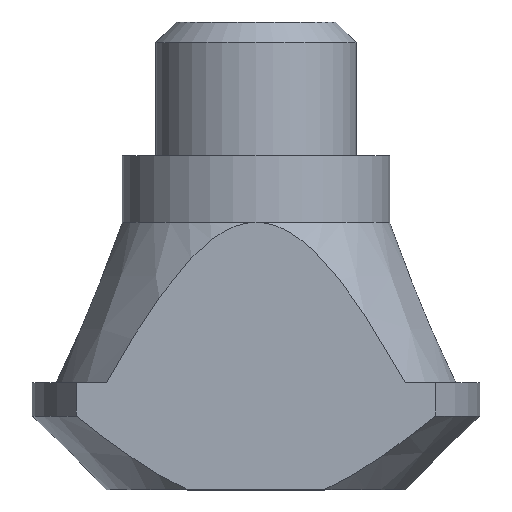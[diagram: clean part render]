
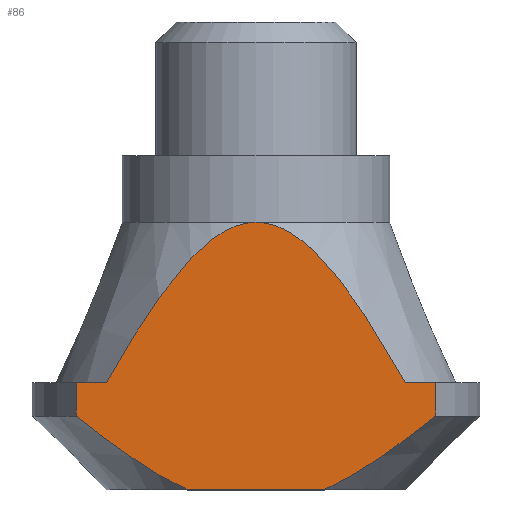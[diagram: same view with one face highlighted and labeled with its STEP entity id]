
A CAD part, top view. The second image highlights one B-rep face of the part: STEP entity #86.
In plain terms, the highlighted planar face has unit normal (0, 0, 1).
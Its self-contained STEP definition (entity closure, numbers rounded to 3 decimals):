
#86 = ADVANCED_FACE( '', ( #181 ), #182, .F. );
#181 = FACE_OUTER_BOUND( '', #282, .T. );
#182 = PLANE( '', #283 );
#282 = EDGE_LOOP( '', ( #457, #458, #459, #460, #461, #462, #463, #464, #465 ) );
#283 = AXIS2_PLACEMENT_3D( '', #466, #467, #468 );
#457 = ORIENTED_EDGE( '', *, *, #602, .T. );
#458 = ORIENTED_EDGE( '', *, *, #603, .T. );
#459 = ORIENTED_EDGE( '', *, *, #545, .T. );
#460 = ORIENTED_EDGE( '', *, *, #591, .T. );
#461 = ORIENTED_EDGE( '', *, *, #565, .T. );
#462 = ORIENTED_EDGE( '', *, *, #604, .T. );
#463 = ORIENTED_EDGE( '', *, *, #605, .T. );
#464 = ORIENTED_EDGE( '', *, *, #606, .T. );
#465 = ORIENTED_EDGE( '', *, *, #607, .T. );
#466 = CARTESIAN_POINT( '', ( -7., 10., 4. ) );
#467 = DIRECTION( '', ( 0., 0., -1. ) );
#468 = DIRECTION( '', ( -1., 0., 0. ) );
#545 = EDGE_CURVE( '', #631, #629, #632, .T. );
#565 = EDGE_CURVE( '', #666, #664, #667, .F. );
#591 = EDGE_CURVE( '', #629, #666, #705, .F. );
#602 = EDGE_CURVE( '', #717, #718, #719, .T. );
#603 = EDGE_CURVE( '', #718, #631, #720, .F. );
#604 = EDGE_CURVE( '', #664, #721, #722, .T. );
#605 = EDGE_CURVE( '', #721, #723, #724, .T. );
#606 = EDGE_CURVE( '', #723, #725, #726, .T. );
#607 = EDGE_CURVE( '', #725, #717, #727, .T. );
#629 = VERTEX_POINT( '', #752 );
#631 = VERTEX_POINT( '', #754 );
#632 = LINE( '', #755, #756 );
#664 = VERTEX_POINT( '', #809 );
#666 = VERTEX_POINT( '', #811 );
#667 = B_SPLINE_CURVE_WITH_KNOTS( '', 3, ( #812, #813, #814, #815, #816, #817, #818, #819, #820, #821, #822, #823, #824, #825, #826, #827 ), .UNSPECIFIED., .F., .F., ( 4, 2, 2, 2, 2, 2, 2, 4 ), ( 0.007, 0.009, 0.01, 0.011, 0.012, 0.013, 0.013, 0.014 ), .UNSPECIFIED. );
#705 = B_SPLINE_CURVE_WITH_KNOTS( '', 3, ( #905, #906, #907, #908, #909, #910, #911, #912, #913, #914, #915, #916, #917, #918, #919, #920 ), .UNSPECIFIED., .F., .F., ( 4, 2, 2, 2, 2, 2, 2, 4 ), ( 0.014, 0.014, 0.015, 0.016, 0.016, 0.017, 0.019, 0.021 ), .UNSPECIFIED. );
#717 = VERTEX_POINT( '', #935 );
#718 = VERTEX_POINT( '', #936 );
#719 = B_SPLINE_CURVE_WITH_KNOTS( '', 3, ( #937, #938, #939, #940, #941, #942, #943, #944 ), .UNSPECIFIED., .F., .F., ( 4, 2, 2, 4 ), ( 0.02, 0.021, 0.022, 0.024 ), .UNSPECIFIED. );
#720 = LINE( '', #945, #946 );
#721 = VERTEX_POINT( '', #947 );
#722 = LINE( '', #948, #949 );
#723 = VERTEX_POINT( '', #950 );
#724 = LINE( '', #951, #952 );
#725 = VERTEX_POINT( '', #953 );
#726 = B_SPLINE_CURVE_WITH_KNOTS( '', 3, ( #954, #955, #956, #957, #958, #959 ), .UNSPECIFIED., .F., .F., ( 4, 2, 4 ), ( 0.012, 0.014, 0.016 ), .UNSPECIFIED. );
#727 = LINE( '', #960, #961 );
#752 = CARTESIAN_POINT( '', ( 4.472, 3.2, 4. ) );
#754 = CARTESIAN_POINT( '', ( 5.375, 3.2, 4. ) );
#755 = CARTESIAN_POINT( '', ( 6.7, 3.2, 4. ) );
#756 = VECTOR( '', #985, 1000. );
#809 = CARTESIAN_POINT( '', ( -4.472, 3.2, 4. ) );
#811 = CARTESIAN_POINT( '', ( 0., 8., 4. ) );
#812 = CARTESIAN_POINT( '', ( -4.472, 3.2, 4. ) );
#813 = CARTESIAN_POINT( '', ( -4.197, 3.693, 4. ) );
#814 = CARTESIAN_POINT( '', ( -3.912, 4.182, 4. ) );
#815 = CARTESIAN_POINT( '', ( -3.317, 5.14, 4. ) );
#816 = CARTESIAN_POINT( '', ( -3.007, 5.609, 4. ) );
#817 = CARTESIAN_POINT( '', ( -2.501, 6.283, 4. ) );
#818 = CARTESIAN_POINT( '', ( -2.326, 6.502, 4. ) );
#819 = CARTESIAN_POINT( '', ( -1.953, 6.924, 4. ) );
#820 = CARTESIAN_POINT( '', ( -1.756, 7.127, 4. ) );
#821 = CARTESIAN_POINT( '', ( -1.32, 7.502, 4. ) );
#822 = CARTESIAN_POINT( '', ( -1.086, 7.671, 4. ) );
#823 = CARTESIAN_POINT( '', ( -0.697, 7.86, 4. ) );
#824 = CARTESIAN_POINT( '', ( -0.564, 7.911, 4. ) );
#825 = CARTESIAN_POINT( '', ( -0.288, 7.981, 4. ) );
#826 = CARTESIAN_POINT( '', ( -0.143, 8., 4. ) );
#827 = CARTESIAN_POINT( '', ( 0., 8., 4. ) );
#905 = CARTESIAN_POINT( '', ( 0., 8., 4. ) );
#906 = CARTESIAN_POINT( '', ( 0.143, 8., 4. ) );
#907 = CARTESIAN_POINT( '', ( 0.283, 7.982, 4. ) );
#908 = CARTESIAN_POINT( '', ( 0.561, 7.912, 4. ) );
#909 = CARTESIAN_POINT( '', ( 0.696, 7.86, 4. ) );
#910 = CARTESIAN_POINT( '', ( 1.08, 7.674, 4. ) );
#911 = CARTESIAN_POINT( '', ( 1.316, 7.505, 4. ) );
#912 = CARTESIAN_POINT( '', ( 1.746, 7.136, 4. ) );
#913 = CARTESIAN_POINT( '', ( 1.944, 6.934, 4. ) );
#914 = CARTESIAN_POINT( '', ( 2.319, 6.511, 4. ) );
#915 = CARTESIAN_POINT( '', ( 2.496, 6.289, 4. ) );
#916 = CARTESIAN_POINT( '', ( 3.008, 5.608, 4. ) );
#917 = CARTESIAN_POINT( '', ( 3.319, 5.136, 4. ) );
#918 = CARTESIAN_POINT( '', ( 3.914, 4.179, 4. ) );
#919 = CARTESIAN_POINT( '', ( 4.197, 3.692, 4. ) );
#920 = CARTESIAN_POINT( '', ( 4.472, 3.2, 4. ) );
#935 = CARTESIAN_POINT( '', ( 2.062, 0., 4. ) );
#936 = CARTESIAN_POINT( '', ( 5.375, 2.2, 4. ) );
#937 = CARTESIAN_POINT( '', ( 2.062, 0., 4. ) );
#938 = CARTESIAN_POINT( '', ( 2.369, 0.141, 4. ) );
#939 = CARTESIAN_POINT( '', ( 2.662, 0.3, 4. ) );
#940 = CARTESIAN_POINT( '', ( 3.234, 0.639, 4. ) );
#941 = CARTESIAN_POINT( '', ( 3.512, 0.82, 4. ) );
#942 = CARTESIAN_POINT( '', ( 4.331, 1.383, 4. ) );
#943 = CARTESIAN_POINT( '', ( 4.858, 1.785, 4. ) );
#944 = CARTESIAN_POINT( '', ( 5.375, 2.2, 4. ) );
#945 = CARTESIAN_POINT( '', ( 5.375, 0., 4. ) );
#946 = VECTOR( '', #1041, 1000. );
#947 = CARTESIAN_POINT( '', ( -5.375, 3.2, 4. ) );
#948 = CARTESIAN_POINT( '', ( 6.7, 3.2, 4. ) );
#949 = VECTOR( '', #1042, 1000. );
#950 = CARTESIAN_POINT( '', ( -5.375, 2.2, 4. ) );
#951 = CARTESIAN_POINT( '', ( -5.375, 0., 4. ) );
#952 = VECTOR( '', #1043, 1000. );
#953 = CARTESIAN_POINT( '', ( -2.062, 0., 4. ) );
#954 = CARTESIAN_POINT( '', ( -5.375, 2.2, 4. ) );
#955 = CARTESIAN_POINT( '', ( -4.855, 1.783, 4. ) );
#956 = CARTESIAN_POINT( '', ( -4.324, 1.377, 4. ) );
#957 = CARTESIAN_POINT( '', ( -3.228, 0.624, 4. ) );
#958 = CARTESIAN_POINT( '', ( -2.664, 0.276, 4. ) );
#959 = CARTESIAN_POINT( '', ( -2.062, 0., 4. ) );
#960 = CARTESIAN_POINT( '', ( -7., 0., 4. ) );
#961 = VECTOR( '', #1044, 1000. );
#985 = DIRECTION( '', ( -1., 0., 0. ) );
#1041 = DIRECTION( '', ( 0., -1., 0. ) );
#1042 = DIRECTION( '', ( -1., 0., 0. ) );
#1043 = DIRECTION( '', ( 0., -1., 0. ) );
#1044 = DIRECTION( '', ( 1., 0., 0. ) );
